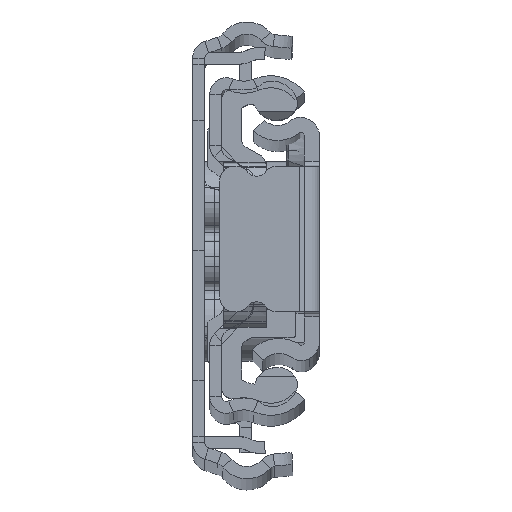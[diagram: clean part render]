
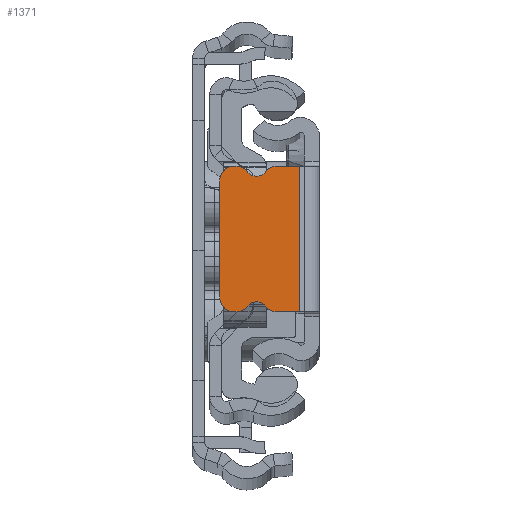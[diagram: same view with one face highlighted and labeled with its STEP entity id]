
A CAD part, top view. The second image highlights one B-rep face of the part: STEP entity #1371.
In plain terms, the highlighted planar face has unit normal (0, 0, 1).
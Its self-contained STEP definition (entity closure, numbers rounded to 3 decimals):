
#4 = EDGE_CURVE ( 'NONE', #7273, #17415, #3812, .T. ) ;
#198 = CIRCLE ( 'NONE', #10605, 1.5 ) ;
#1248 = AXIS2_PLACEMENT_3D ( 'NONE', #12885, #21020, #5057 ) ;
#1371 = ADVANCED_FACE ( 'NONE', ( #11023 ), #16785, .F. ) ;
#2285 = EDGE_CURVE ( 'NONE', #23249, #25598, #21492, .T. ) ;
#2324 = ORIENTED_EDGE ( 'NONE', *, *, #4843, .F. ) ;
#2342 = CARTESIAN_POINT ( 'NONE',  ( -5.413, -6.706, 0. ) ) ;
#2392 = EDGE_CURVE ( 'NONE', #19394, #17415, #4992, .T. ) ;
#2409 = LINE ( 'NONE', #20217, #20536 ) ;
#3035 = EDGE_CURVE ( 'NONE', #22313, #7210, #5974, .T. ) ;
#3072 = ORIENTED_EDGE ( 'NONE', *, *, #14093, .T. ) ;
#3290 = DIRECTION ( 'NONE',  ( 0., 0., 1. ) ) ;
#3511 = DIRECTION ( 'NONE',  ( 0., 0., 1. ) ) ;
#3573 = ORIENTED_EDGE ( 'NONE', *, *, #4, .F. ) ;
#3812 = LINE ( 'NONE', #9957, #6034 ) ;
#3927 = EDGE_CURVE ( 'NONE', #21543, #23249, #198, .T. ) ;
#4241 = DIRECTION ( 'NONE',  ( 1., 0., 0. ) ) ;
#4281 = CARTESIAN_POINT ( 'NONE',  ( -4.218, 7.3, 0. ) ) ;
#4677 = ORIENTED_EDGE ( 'NONE', *, *, #3035, .T. ) ;
#4843 = EDGE_CURVE ( 'NONE', #21662, #7210, #22295, .T. ) ;
#4878 = DIRECTION ( 'NONE',  ( -1., 0., 0. ) ) ;
#4904 = DIRECTION ( 'NONE',  ( 0., 0., 1. ) ) ;
#4930 = VERTEX_POINT ( 'NONE', #8019 ) ;
#4992 = LINE ( 'NONE', #12961, #9301 ) ;
#5037 = CARTESIAN_POINT ( 'NONE',  ( -6.29, -7.37, 0. ) ) ;
#5057 = DIRECTION ( 'NONE',  ( -1., 0., 0. ) ) ;
#5380 = AXIS2_PLACEMENT_3D ( 'NONE', #5527, #9839, #7758 ) ;
#5527 = CARTESIAN_POINT ( 'NONE',  ( -8.5, -5.8, 0. ) ) ;
#5974 = CIRCLE ( 'NONE', #8479, 1.5 ) ;
#6034 = VECTOR ( 'NONE', #16109, 1000. ) ;
#6482 = AXIS2_PLACEMENT_3D ( 'NONE', #17487, #22016, #23373 ) ;
#6496 = VECTOR ( 'NONE', #22484, 1000. ) ;
#6676 = CIRCLE ( 'NONE', #20874, 1.5 ) ;
#6836 = CARTESIAN_POINT ( 'NONE',  ( 0., 0., 0. ) ) ;
#6972 = ORIENTED_EDGE ( 'NONE', *, *, #10263, .T. ) ;
#6987 = DIRECTION ( 'NONE',  ( 1., 0., 0. ) ) ;
#6996 = CIRCLE ( 'NONE', #8656, 1.1 ) ;
#7119 = ORIENTED_EDGE ( 'NONE', *, *, #21185, .T. ) ;
#7123 = EDGE_CURVE ( 'NONE', #21543, #11930, #6996, .T. ) ;
#7210 = VERTEX_POINT ( 'NONE', #25715 ) ;
#7273 = VERTEX_POINT ( 'NONE', #18484 ) ;
#7758 = DIRECTION ( 'NONE',  ( -1., 0., 0. ) ) ;
#8008 = VERTEX_POINT ( 'NONE', #10010 ) ;
#8019 = CARTESIAN_POINT ( 'NONE',  ( -8.5, -7.3, 0. ) ) ;
#8479 = AXIS2_PLACEMENT_3D ( 'NONE', #16192, #18161, #13167 ) ;
#8649 = CARTESIAN_POINT ( 'NONE',  ( -2., -7.3, 0. ) ) ;
#8656 = AXIS2_PLACEMENT_3D ( 'NONE', #16813, #13133, #6987 ) ;
#9106 = CARTESIAN_POINT ( 'NONE',  ( -4.218, -7.3, 0. ) ) ;
#9123 = EDGE_CURVE ( 'NONE', #21662, #19394, #6676, .T. ) ;
#9301 = VECTOR ( 'NONE', #20950, 1000. ) ;
#9449 = EDGE_CURVE ( 'NONE', #15437, #11930, #12505, .T. ) ;
#9554 = CARTESIAN_POINT ( 'NONE',  ( -7.167, 6.706, 0. ) ) ;
#9572 = CARTESIAN_POINT ( 'NONE',  ( -8.362, 5.8, 0. ) ) ;
#9742 = ORIENTED_EDGE ( 'NONE', *, *, #21640, .T. ) ;
#9839 = DIRECTION ( 'NONE',  ( 0., 0., 1. ) ) ;
#9957 = CARTESIAN_POINT ( 'NONE',  ( -2., -7.3, 0. ) ) ;
#10010 = CARTESIAN_POINT ( 'NONE',  ( -10., 5.8, 0. ) ) ;
#10263 = EDGE_CURVE ( 'NONE', #8008, #14967, #17662, .T. ) ;
#10605 = AXIS2_PLACEMENT_3D ( 'NONE', #9572, #3290, #15183 ) ;
#10864 = CARTESIAN_POINT ( 'NONE',  ( -8.5, 7.3, 0. ) ) ;
#11023 = FACE_OUTER_BOUND ( 'NONE', #21889, .T. ) ;
#11930 = VERTEX_POINT ( 'NONE', #21296 ) ;
#12002 = CARTESIAN_POINT ( 'NONE',  ( -10., 0., 0. ) ) ;
#12162 = CARTESIAN_POINT ( 'NONE',  ( -10., -5.8, 0. ) ) ;
#12257 = CARTESIAN_POINT ( 'NONE',  ( -8.362, -7.3, 0. ) ) ;
#12505 = CIRCLE ( 'NONE', #1248, 1.5 ) ;
#12869 = DIRECTION ( 'NONE',  ( -1., 0., 0. ) ) ;
#12885 = CARTESIAN_POINT ( 'NONE',  ( -4.218, 5.8, 0. ) ) ;
#12961 = CARTESIAN_POINT ( 'NONE',  ( 0., -7.3, 0. ) ) ;
#13133 = DIRECTION ( 'NONE',  ( 0., 0., 1. ) ) ;
#13167 = DIRECTION ( 'NONE',  ( -1., 0., 0. ) ) ;
#13487 = DIRECTION ( 'NONE',  ( -1., 0., 0. ) ) ;
#13979 = ORIENTED_EDGE ( 'NONE', *, *, #7123, .F. ) ;
#14093 = EDGE_CURVE ( 'NONE', #4930, #22313, #2409, .T. ) ;
#14278 = VECTOR ( 'NONE', #13487, 1000. ) ;
#14834 = CIRCLE ( 'NONE', #6482, 1.5 ) ;
#14967 = VERTEX_POINT ( 'NONE', #12162 ) ;
#15174 = CARTESIAN_POINT ( 'NONE',  ( 0., 7.3, 0. ) ) ;
#15183 = DIRECTION ( 'NONE',  ( -1., 0., 0. ) ) ;
#15437 = VERTEX_POINT ( 'NONE', #4281 ) ;
#15461 = VECTOR ( 'NONE', #19988, 1000. ) ;
#15561 = ORIENTED_EDGE ( 'NONE', *, *, #2392, .T. ) ;
#15922 = AXIS2_PLACEMENT_3D ( 'NONE', #6836, #25042, #4878 ) ;
#16109 = DIRECTION ( 'NONE',  ( 0., -1., 0. ) ) ;
#16192 = CARTESIAN_POINT ( 'NONE',  ( -8.362, -5.8, 0. ) ) ;
#16785 = PLANE ( 'NONE',  #15922 ) ;
#16813 = CARTESIAN_POINT ( 'NONE',  ( -6.29, 7.37, 0. ) ) ;
#16881 = ORIENTED_EDGE ( 'NONE', *, *, #2285, .T. ) ;
#17415 = VERTEX_POINT ( 'NONE', #8649 ) ;
#17487 = CARTESIAN_POINT ( 'NONE',  ( -8.5, 5.8, 0. ) ) ;
#17522 = CARTESIAN_POINT ( 'NONE',  ( -4.218, -5.8, 0. ) ) ;
#17662 = LINE ( 'NONE', #12002, #15461 ) ;
#17902 = DIRECTION ( 'NONE',  ( -1., 0., 0. ) ) ;
#18161 = DIRECTION ( 'NONE',  ( 0., 0., 1. ) ) ;
#18484 = CARTESIAN_POINT ( 'NONE',  ( -2., 7.3, 0. ) ) ;
#19394 = VERTEX_POINT ( 'NONE', #9106 ) ;
#19739 = ORIENTED_EDGE ( 'NONE', *, *, #3927, .T. ) ;
#19847 = AXIS2_PLACEMENT_3D ( 'NONE', #5037, #4904, #12869 ) ;
#19988 = DIRECTION ( 'NONE',  ( 0., -1., 0. ) ) ;
#20008 = LINE ( 'NONE', #20528, #6496 ) ;
#20075 = ORIENTED_EDGE ( 'NONE', *, *, #9123, .T. ) ;
#20217 = CARTESIAN_POINT ( 'NONE',  ( 0., -7.3, 0. ) ) ;
#20528 = CARTESIAN_POINT ( 'NONE',  ( 0., 7.3, 0. ) ) ;
#20536 = VECTOR ( 'NONE', #4241, 1000. ) ;
#20683 = CARTESIAN_POINT ( 'NONE',  ( -8.362, 7.3, 0. ) ) ;
#20874 = AXIS2_PLACEMENT_3D ( 'NONE', #17522, #3511, #17902 ) ;
#20878 = ORIENTED_EDGE ( 'NONE', *, *, #22939, .T. ) ;
#20950 = DIRECTION ( 'NONE',  ( 1., 0., 0. ) ) ;
#21020 = DIRECTION ( 'NONE',  ( 0., 0., 1. ) ) ;
#21185 = EDGE_CURVE ( 'NONE', #25598, #8008, #14834, .T. ) ;
#21296 = CARTESIAN_POINT ( 'NONE',  ( -5.413, 6.706, 0. ) ) ;
#21492 = LINE ( 'NONE', #15174, #14278 ) ;
#21543 = VERTEX_POINT ( 'NONE', #9554 ) ;
#21640 = EDGE_CURVE ( 'NONE', #7273, #15437, #20008, .T. ) ;
#21662 = VERTEX_POINT ( 'NONE', #2342 ) ;
#21889 = EDGE_LOOP ( 'NONE', ( #16881, #7119, #6972, #20878, #3072, #4677, #2324, #20075, #15561, #3573, #9742, #23969, #13979, #19739 ) ) ;
#22016 = DIRECTION ( 'NONE',  ( 0., 0., 1. ) ) ;
#22295 = CIRCLE ( 'NONE', #19847, 1.1 ) ;
#22313 = VERTEX_POINT ( 'NONE', #12257 ) ;
#22484 = DIRECTION ( 'NONE',  ( -1., 0., 0. ) ) ;
#22939 = EDGE_CURVE ( 'NONE', #14967, #4930, #23785, .T. ) ;
#23249 = VERTEX_POINT ( 'NONE', #20683 ) ;
#23373 = DIRECTION ( 'NONE',  ( -1., 0., 0. ) ) ;
#23785 = CIRCLE ( 'NONE', #5380, 1.5 ) ;
#23969 = ORIENTED_EDGE ( 'NONE', *, *, #9449, .T. ) ;
#25042 = DIRECTION ( 'NONE',  ( 0., 0., -1. ) ) ;
#25598 = VERTEX_POINT ( 'NONE', #10864 ) ;
#25715 = CARTESIAN_POINT ( 'NONE',  ( -7.167, -6.706, 0. ) ) ;
